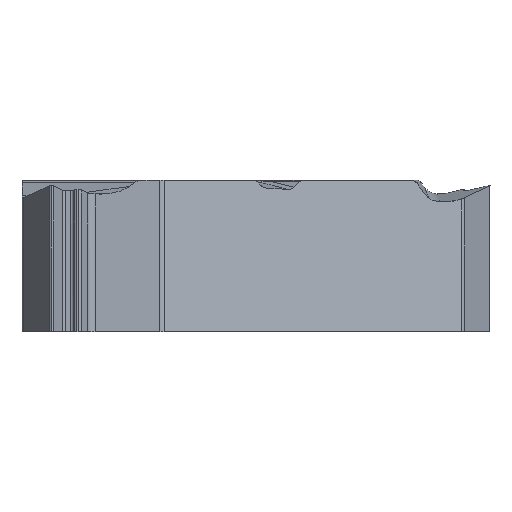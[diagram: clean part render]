
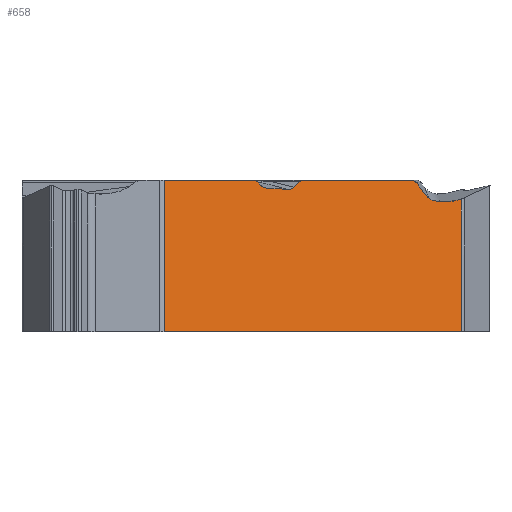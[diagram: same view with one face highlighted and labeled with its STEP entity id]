
A CAD part, front view. The second image highlights one B-rep face of the part: STEP entity #658.
In plain terms, the highlighted planar face has unit normal (0.5, -0.866, 0).
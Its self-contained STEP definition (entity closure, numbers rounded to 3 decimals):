
#63=PLANE('',#2226);
#120=ELLIPSE('',#2221,0.338,0.32);
#121=ELLIPSE('',#2222,0.392,0.32);
#122=ELLIPSE('',#2223,0.177,0.15);
#123=ELLIPSE('',#2224,0.167,0.15);
#124=ELLIPSE('',#2225,0.15,0.15);
#165=FACE_OUTER_BOUND('',#834,.T.);
#310=LINE('',#3739,#499);
#311=LINE('',#3743,#500);
#312=LINE('',#3745,#501);
#313=LINE('',#3747,#502);
#314=LINE('',#3751,#503);
#315=LINE('',#3755,#504);
#316=LINE('',#3759,#505);
#317=LINE('',#3763,#506);
#318=LINE('',#3776,#507);
#319=LINE('',#3792,#508);
#320=LINE('',#3796,#509);
#499=VECTOR('',#2544,1.);
#500=VECTOR('',#2549,1.);
#501=VECTOR('',#2550,1.);
#502=VECTOR('',#2551,1.);
#503=VECTOR('',#2554,1.);
#504=VECTOR('',#2557,1.);
#505=VECTOR('',#2560,1.);
#506=VECTOR('',#2563,1.);
#507=VECTOR('',#2564,1.);
#508=VECTOR('',#2565,1.);
#509=VECTOR('',#2568,1.);
#658=ADVANCED_FACE('',(#165),#63,.F.);
#834=EDGE_LOOP('',(#1046,#1047,#1048,#1049,#1050,#1051,#1052,#1053,#1054,
#1055,#1056,#1057,#1058,#1059,#1060,#1061,#1062,#1063));
#1046=ORIENTED_EDGE('',*,*,#1844,.F.);
#1047=ORIENTED_EDGE('',*,*,#1845,.T.);
#1048=ORIENTED_EDGE('',*,*,#1846,.T.);
#1049=ORIENTED_EDGE('',*,*,#1847,.T.);
#1050=ORIENTED_EDGE('',*,*,#1848,.F.);
#1051=ORIENTED_EDGE('',*,*,#1849,.T.);
#1052=ORIENTED_EDGE('',*,*,#1850,.T.);
#1053=ORIENTED_EDGE('',*,*,#1851,.F.);
#1054=ORIENTED_EDGE('',*,*,#1852,.F.);
#1055=ORIENTED_EDGE('',*,*,#1853,.F.);
#1056=ORIENTED_EDGE('',*,*,#1854,.T.);
#1057=ORIENTED_EDGE('',*,*,#1855,.T.);
#1058=ORIENTED_EDGE('',*,*,#1856,.T.);
#1059=ORIENTED_EDGE('',*,*,#1857,.T.);
#1060=ORIENTED_EDGE('',*,*,#1858,.T.);
#1061=ORIENTED_EDGE('',*,*,#1859,.F.);
#1062=ORIENTED_EDGE('',*,*,#1860,.F.);
#1063=ORIENTED_EDGE('',*,*,#1842,.T.);
#1624=VERTEX_POINT('',#3738);
#1625=VERTEX_POINT('',#3740);
#1626=VERTEX_POINT('',#3744);
#1627=VERTEX_POINT('',#3746);
#1628=VERTEX_POINT('',#3748);
#1629=VERTEX_POINT('',#3750);
#1630=VERTEX_POINT('',#3752);
#1631=VERTEX_POINT('',#3754);
#1632=VERTEX_POINT('',#3756);
#1633=VERTEX_POINT('',#3758);
#1634=VERTEX_POINT('',#3760);
#1635=VERTEX_POINT('',#3762);
#1636=VERTEX_POINT('',#3764);
#1637=VERTEX_POINT('',#3775);
#1638=VERTEX_POINT('',#3777);
#1639=VERTEX_POINT('',#3791);
#1640=VERTEX_POINT('',#3793);
#1641=VERTEX_POINT('',#3795);
#1842=EDGE_CURVE('',#1625,#1624,#310,.T.);
#1844=EDGE_CURVE('',#1626,#1624,#311,.T.);
#1845=EDGE_CURVE('',#1626,#1627,#312,.T.);
#1846=EDGE_CURVE('',#1627,#1628,#313,.T.);
#1847=EDGE_CURVE('',#1628,#1629,#120,.T.);
#1848=EDGE_CURVE('',#1630,#1629,#314,.T.);
#1849=EDGE_CURVE('',#1630,#1631,#121,.T.);
#1850=EDGE_CURVE('',#1631,#1632,#315,.T.);
#1851=EDGE_CURVE('',#1633,#1632,#122,.T.);
#1852=EDGE_CURVE('',#1634,#1633,#316,.T.);
#1853=EDGE_CURVE('',#1635,#1634,#123,.T.);
#1854=EDGE_CURVE('',#1635,#1636,#317,.T.);
#1855=EDGE_CURVE('',#1636,#1637,#2130,.T.);
#1856=EDGE_CURVE('',#1637,#1638,#318,.T.);
#1857=EDGE_CURVE('',#1638,#1639,#2131,.T.);
#1858=EDGE_CURVE('',#1639,#1640,#319,.T.);
#1859=EDGE_CURVE('',#1641,#1640,#124,.T.);
#1860=EDGE_CURVE('',#1625,#1641,#320,.T.);
#2130=B_SPLINE_CURVE_WITH_KNOTS('',3,(#3765,#3766,#3767,#3768,#3769,#3770,
#3771,#3772,#3773,#3774),.UNSPECIFIED.,.F.,.F.,(4,3,3,4),(0.,0.474,
0.706,1.),.UNSPECIFIED.);
#2131=B_SPLINE_CURVE_WITH_KNOTS('',3,(#3778,#3779,#3780,#3781,#3782,#3783,
#3784,#3785,#3786,#3787,#3788,#3789,#3790),.UNSPECIFIED.,.F.,.F.,(4,3,3,
3,4),(0.,0.25,0.499,0.746,1.),
 .UNSPECIFIED.);
#2221=AXIS2_PLACEMENT_3D('',#3749,#2552,#2553);
#2222=AXIS2_PLACEMENT_3D('',#3753,#2555,#2556);
#2223=AXIS2_PLACEMENT_3D('',#3757,#2558,#2559);
#2224=AXIS2_PLACEMENT_3D('',#3761,#2561,#2562);
#2225=AXIS2_PLACEMENT_3D('',#3794,#2566,#2567);
#2226=AXIS2_PLACEMENT_3D('',#3797,#2569,#2570);
#2544=DIRECTION('',(0.,0.,-1.));
#2549=DIRECTION('',(-0.866,-0.5,0.));
#2550=DIRECTION('',(0.,0.,1.));
#2551=DIRECTION('',(-0.837,-0.483,-0.259));
#2552=DIRECTION('',(-0.5,0.866,0.));
#2553=DIRECTION('',(-0.837,-0.483,-0.259));
#2554=DIRECTION('',(0.866,0.5,0.));
#2555=DIRECTION('',(-0.5,0.866,0.));
#2556=DIRECTION('',(-0.859,-0.496,0.124));
#2557=DIRECTION('',(-0.563,-0.325,0.759));
#2558=DIRECTION('',(-0.5,0.866,0.));
#2559=DIRECTION('',(0.866,0.5,0.));
#2560=DIRECTION('',(0.866,0.5,0.));
#2561=DIRECTION('',(-0.5,0.866,0.));
#2562=DIRECTION('',(-0.866,-0.5,0.));
#2563=DIRECTION('',(-0.687,-0.397,-0.608));
#2564=DIRECTION('',(-0.865,-0.499,0.049));
#2565=DIRECTION('',(-0.656,-0.378,0.653));
#2566=DIRECTION('',(-0.5,0.866,0.));
#2567=DIRECTION('',(0.866,0.5,0.));
#2568=DIRECTION('',(0.866,0.5,0.));
#2569=DIRECTION('',(-0.5,0.866,0.));
#2570=DIRECTION('',(-0.866,-0.5,0.));
#3738=CARTESIAN_POINT('',(-0.898,-6.018,-3.97));
#3739=CARTESIAN_POINT('',(-0.898,-6.018,0.));
#3740=CARTESIAN_POINT('',(-0.898,-6.018,0.14));
#3743=CARTESIAN_POINT('',(8.733,-0.457,-3.97));
#3744=CARTESIAN_POINT('',(7.182,-1.353,-3.97));
#3745=CARTESIAN_POINT('',(7.182,-1.353,0.));
#3746=CARTESIAN_POINT('',(7.182,-1.353,-0.363));
#3747=CARTESIAN_POINT('',(-3.145,-7.315,-3.559));
#3748=CARTESIAN_POINT('',(7.039,-1.436,-0.408));
#3749=CARTESIAN_POINT('',(6.967,-1.477,-0.099));
#3750=CARTESIAN_POINT('',(6.959,-1.482,-0.42));
#3751=CARTESIAN_POINT('',(-3.971,-7.792,-0.42));
#3752=CARTESIAN_POINT('',(6.519,-1.736,-0.42));
#3753=CARTESIAN_POINT('',(6.502,-1.745,-0.099));
#3754=CARTESIAN_POINT('',(6.229,-1.903,-0.275));
#3755=CARTESIAN_POINT('',(1.794,-4.464,5.703));
#3756=CARTESIAN_POINT('',(5.967,-2.054,0.078));
#3757=CARTESIAN_POINT('',(5.843,-2.126,-0.01));
#3758=CARTESIAN_POINT('',(5.843,-2.126,0.14));
#3759=CARTESIAN_POINT('',(-3.971,-7.792,0.14));
#3760=CARTESIAN_POINT('',(2.884,-3.834,0.14));
#3761=CARTESIAN_POINT('',(2.884,-3.834,-0.01));
#3762=CARTESIAN_POINT('',(2.79,-3.888,0.104));
#3763=CARTESIAN_POINT('',(-1.514,-6.373,-3.703));
#3764=CARTESIAN_POINT('',(2.626,-3.983,-0.041));
#3765=CARTESIAN_POINT('',(2.626,-3.983,-0.041));
#3766=CARTESIAN_POINT('',(2.603,-3.996,-0.061));
#3767=CARTESIAN_POINT('',(2.577,-4.011,-0.077));
#3768=CARTESIAN_POINT('',(2.55,-4.027,-0.087));
#3769=CARTESIAN_POINT('',(2.536,-4.035,-0.092));
#3770=CARTESIAN_POINT('',(2.522,-4.043,-0.096));
#3771=CARTESIAN_POINT('',(2.508,-4.051,-0.098));
#3772=CARTESIAN_POINT('',(2.49,-4.061,-0.102));
#3773=CARTESIAN_POINT('',(2.472,-4.072,-0.103));
#3774=CARTESIAN_POINT('',(2.454,-4.082,-0.102));
#3775=CARTESIAN_POINT('',(2.454,-4.082,-0.102));
#3776=CARTESIAN_POINT('',(8.714,-0.468,-0.453));
#3777=CARTESIAN_POINT('',(1.894,-4.406,-0.07));
#3778=CARTESIAN_POINT('',(1.894,-4.406,-0.07));
#3779=CARTESIAN_POINT('',(1.878,-4.415,-0.069));
#3780=CARTESIAN_POINT('',(1.863,-4.424,-0.067));
#3781=CARTESIAN_POINT('',(1.847,-4.433,-0.063));
#3782=CARTESIAN_POINT('',(1.832,-4.442,-0.059));
#3783=CARTESIAN_POINT('',(1.817,-4.45,-0.054));
#3784=CARTESIAN_POINT('',(1.802,-4.459,-0.047));
#3785=CARTESIAN_POINT('',(1.788,-4.467,-0.04));
#3786=CARTESIAN_POINT('',(1.774,-4.475,-0.032));
#3787=CARTESIAN_POINT('',(1.761,-4.483,-0.023));
#3788=CARTESIAN_POINT('',(1.747,-4.491,-0.013));
#3789=CARTESIAN_POINT('',(1.734,-4.498,-0.002));
#3790=CARTESIAN_POINT('',(1.722,-4.505,0.01));
#3791=CARTESIAN_POINT('',(1.722,-4.505,0.01));
#3792=CARTESIAN_POINT('',(5.744,-2.183,-3.999));
#3793=CARTESIAN_POINT('',(1.628,-4.559,0.104));
#3794=CARTESIAN_POINT('',(1.543,-4.608,-0.01));
#3795=CARTESIAN_POINT('',(1.543,-4.608,0.14));
#3796=CARTESIAN_POINT('',(8.733,-0.457,0.14));
#3797=CARTESIAN_POINT('',(8.733,-0.457,0.));
